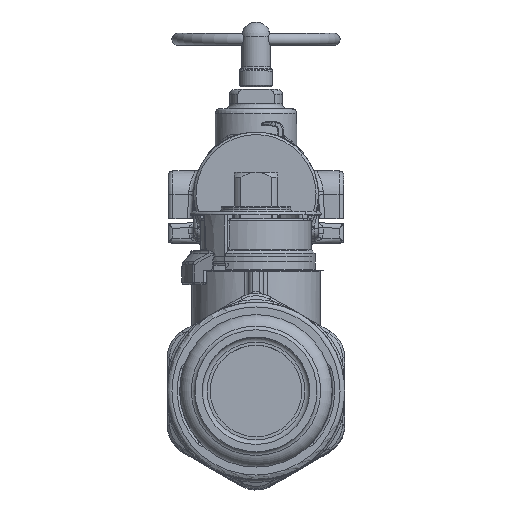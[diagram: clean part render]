
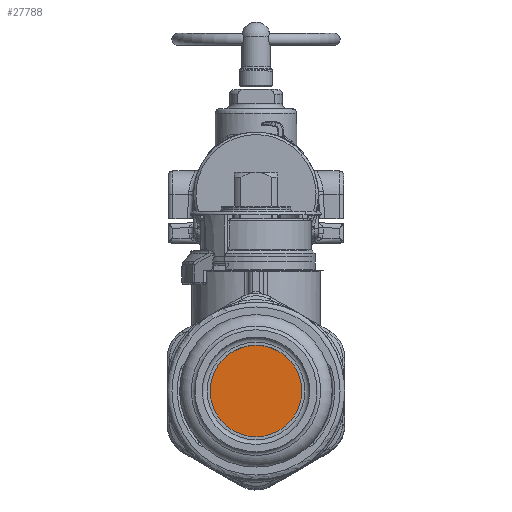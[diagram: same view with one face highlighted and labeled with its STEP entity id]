
A CAD part, top view. The second image highlights one B-rep face of the part: STEP entity #27788.
In plain terms, the highlighted planar face has unit normal (0, 0, 1).
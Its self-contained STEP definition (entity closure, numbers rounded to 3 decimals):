
#933=PLANE('',#30358);
#3199=FACE_OUTER_BOUND('',#5118,.T.);
#5118=EDGE_LOOP('',(#22025));
#8276=CIRCLE('',#30359,14.55);
#12136=VERTEX_POINT('',#86313);
#15564=EDGE_CURVE('',#12136,#12136,#8276,.T.);
#22025=ORIENTED_EDGE('',*,*,#15564,.F.);
#27788=ADVANCED_FACE('',(#3199),#933,.F.);
#30358=AXIS2_PLACEMENT_3D('',#86312,#35323,#35324);
#30359=AXIS2_PLACEMENT_3D('',#86314,#35325,#35326);
#35323=DIRECTION('center_axis',(0.,0.,-1.));
#35324=DIRECTION('ref_axis',(1.,0.,0.));
#35325=DIRECTION('center_axis',(0.,0.,-1.));
#35326=DIRECTION('ref_axis',(1.,0.,0.));
#86312=CARTESIAN_POINT('Origin',(0.,12.25,144.));
#86313=CARTESIAN_POINT('',(-6.976,-12.769,144.));
#86314=CARTESIAN_POINT('Origin',(0.,0.,144.));
